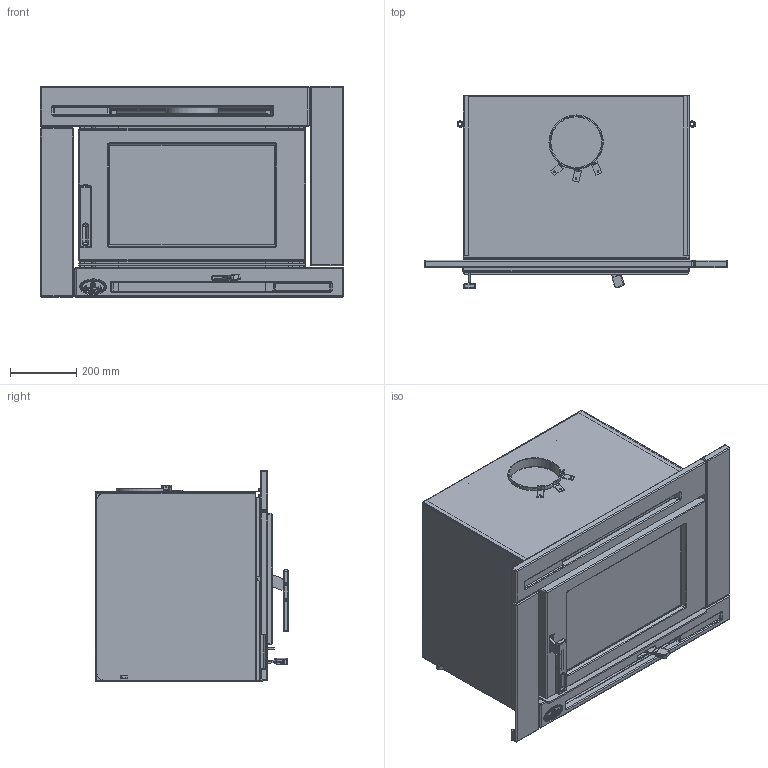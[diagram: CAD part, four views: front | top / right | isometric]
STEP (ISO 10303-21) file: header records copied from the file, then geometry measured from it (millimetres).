
FILE_DESCRIPTION( ( 'Unknown' ), '1' );
FILE_NAME( 'OB02021-CAD.stp', 'Unknown', ( 'Jean-Philippe Alain' ), ( 'SBI' ), 'PSStep 14.0', 'Solid Edge', ' ' );
FILE_SCHEMA( ( 'AUTOMOTIVE_DESIGN { 1 0 10303 214 1 1 1 1 }' ) );
Length unit declared in the file: inch
Products named in the file (34): SE24245-oa6; 24245; PL65740; SE65758-oa2; PL65758; SE65721-oa5; 30004; 30004-oa4; PL65721; PL65722; PL65723; SE24247-oa8; 24248; 24250; 24247; 30450; 24249; SE65754-oa7; PL65754; SE65784-oa3; PL65617; Assem1; 24223; PL34052; PL34052-oa0; PL34052-oa1; PL65753; PL65763; PL65749; PL65550; PL65762; 23051; 30764; 30765
Assembly tree (33 placements, depth 3):
  Assem1
    24223
    PL34052
    PL34052-oa0
    PL34052-oa1
    PL65753
    PL65763
    PL65749
    PL65550
    PL65762
    23051
    30764
    30765
    SE65758-oa2
      PL65758
    SE65784-oa3
      PL65617
    SE65721-oa5
      30004
      30004-oa4
      PL65721
      PL65722
      PL65723
    SE24245-oa6
      24245
      PL65740
    SE65754-oa7
      PL65754
    SE24247-oa8
      24248
      24250
      24247
      30450
      24249
Bounding box: 917.6 x 584.93 x 640.13 mm (x, y, z)
Surface area: 8245559.5 mm2 (no closed solid volume)
Topology: 0 solids, 2118 shells, 2118 faces, 9814 edges, 9525 vertices
Faces by surface type: cylinder 839, plane 642, bspline 351, sphere 129, torus 102, cone 47, extrusion 8
Full cylindrical faces by diameter (mm): 3.175 x2, 3.307 x12, 3.454 x2, 3.904 x2, 3.962 x1, 3.967 x4, 4.775 x10, 4.953 x1, 4.965 x1, 4.976 x2, 5.563 x1, 6.35 x2, 6.747 x4, 9.525 x2, 10.922 x2, 153.162 x1, 158.75 x1, 164.414 x1
Entity records: 158258 total; most frequent: CARTESIAN_POINT 67368, DIRECTION 16424, ORIENTED_EDGE 9492, EDGE_CURVE 9492, VERTEX_POINT 9492, AXIS2_PLACEMENT_3D 5954, VECTOR 4516, LINE 4508
